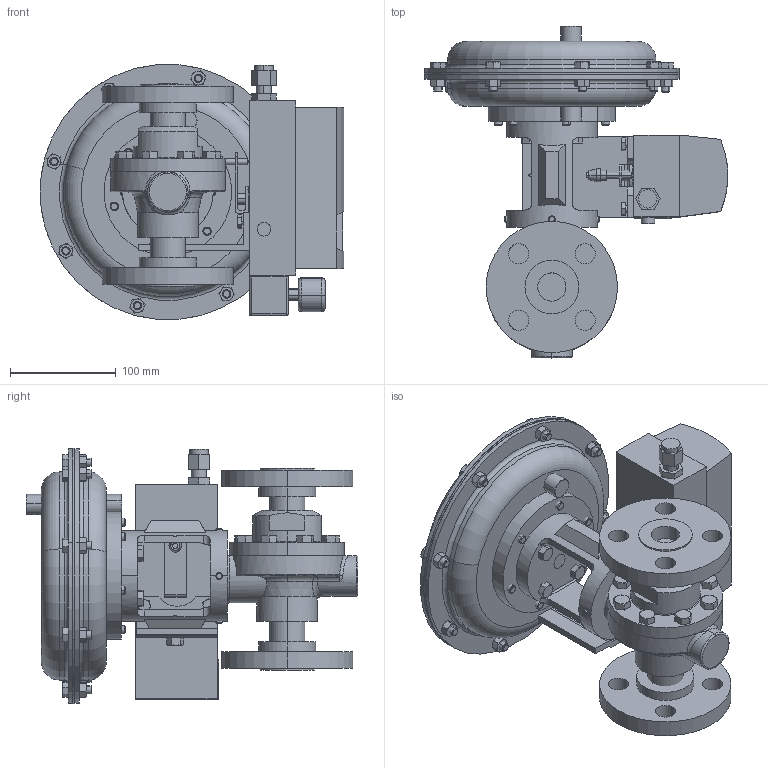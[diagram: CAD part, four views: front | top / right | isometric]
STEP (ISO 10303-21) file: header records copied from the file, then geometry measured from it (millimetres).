
FILE_DESCRIPTION (( 'STEP AP203' ), '1' );
FILE_NAME ('70SP-100-CS+S6-F3-35M-16IQ.STEP', '2017-09-11T16:40:11', ( '' ), ( '' ), 'SwSTEP 2.0', 'SolidWorks 2014', '' );
FILE_SCHEMA (( 'CONFIG_CONTROL_DESIGN' ));
Length unit declared in the file: inch
Products named in the file (1): 70SP-100-CS+S6-F3-35M-16IQ
Bounding box: 286.54 x 313.22 x 240.92 mm (x, y, z)
Volume: 5121298.2 mm3; surface area: 684179.1 mm2
Topology: 58 solids, 58 shells, 1084 faces, 2343 edges, 1421 vertices
Faces by surface type: plane 470, cone 357, cylinder 214, torus 31, bspline 8, sphere 4
Full cylindrical faces by diameter (mm): 6.528 x1, 9.525 x4, 14.732 x1, 54.864 x1
Entity records: 32371 total; most frequent: CARTESIAN_POINT 9467, DIRECTION 4702, ORIENTED_EDGE 4654, EDGE_CURVE 2327, AXIS2_PLACEMENT_3D 1898, VERTEX_POINT 1421, EDGE_LOOP 1164, FACE_OUTER_BOUND 1084
